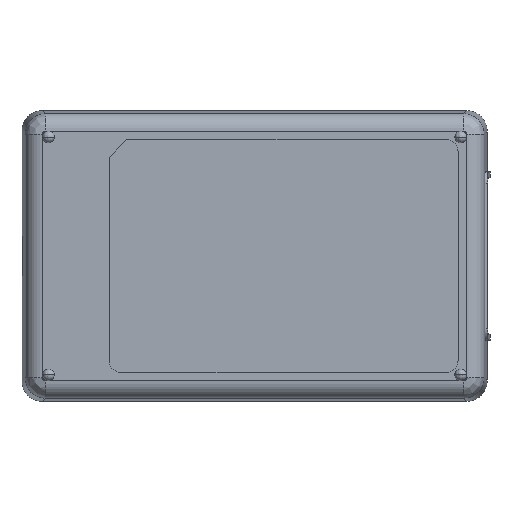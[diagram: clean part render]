
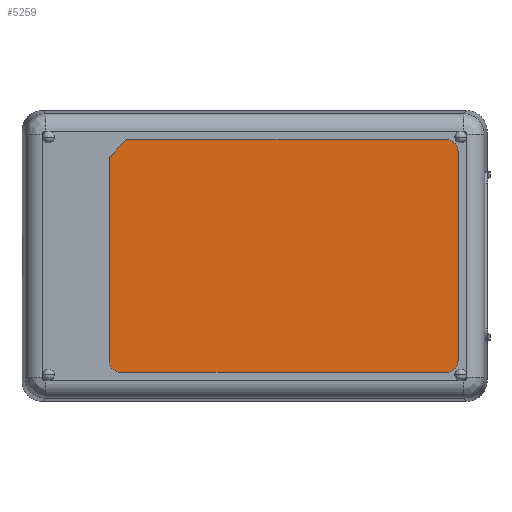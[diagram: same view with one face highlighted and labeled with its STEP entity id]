
A CAD part, front view. The second image highlights one B-rep face of the part: STEP entity #5259.
In plain terms, the highlighted planar face has unit normal (0, -1, 0).
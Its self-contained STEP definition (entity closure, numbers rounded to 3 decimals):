
#1798=CARTESIAN_POINT('',(-18.,-15.1,-33.));
#1799=DIRECTION('',(0.,-1.,0.));
#1800=DIRECTION('',(-1.,0.,0.));
#1801=AXIS2_PLACEMENT_3D('',#1798,#1799,#1800);
#1803=DIRECTION('',(0.,0.,-1.));
#1804=VECTOR('',#1803,56.);
#1805=CARTESIAN_POINT('',(-20.,-15.1,23.));
#1806=LINE('',#1805,#1804);
#1807=CARTESIAN_POINT('',(-18.,-15.1,23.));
#1808=DIRECTION('',(0.,-1.,0.));
#1809=DIRECTION('',(0.,0.,1.));
#1810=AXIS2_PLACEMENT_3D('',#1807,#1808,#1809);
#1812=DIRECTION('',(-0.707,0.,0.707));
#1813=VECTOR('',#1812,4.243);
#1814=CARTESIAN_POINT('',(20.,-15.1,22.));
#1815=LINE('',#1814,#1813);
#1816=CARTESIAN_POINT('',(18.,-15.1,-33.));
#1817=DIRECTION('',(0.,-1.,0.));
#1818=DIRECTION('',(0.,0.,-1.));
#1819=AXIS2_PLACEMENT_3D('',#1816,#1817,#1818);
#1821=DIRECTION('',(1.,0.,0.));
#1822=VECTOR('',#1821,36.);
#1823=CARTESIAN_POINT('',(-18.,-15.1,-35.));
#1824=LINE('',#1823,#1822);
#1841=DIRECTION('',(0.,0.,-1.));
#1842=VECTOR('',#1841,55.);
#1843=CARTESIAN_POINT('',(20.,-15.1,22.));
#1844=LINE('',#1843,#1842);
#1853=DIRECTION('',(1.,0.,0.));
#1854=VECTOR('',#1853,35.);
#1855=CARTESIAN_POINT('',(-18.,-15.1,25.));
#1856=LINE('',#1855,#1854);
#2691=CARTESIAN_POINT('',(20.,-15.1,22.));
#2693=VERTEX_POINT('',#2691);
#2715=CARTESIAN_POINT('',(-20.,-15.1,23.));
#2716=CARTESIAN_POINT('',(-20.,-15.1,-33.));
#2717=VERTEX_POINT('',#2715);
#2718=VERTEX_POINT('',#2716);
#2833=CARTESIAN_POINT('',(-18.,-15.1,25.));
#2834=VERTEX_POINT('',#2833);
#2835=CARTESIAN_POINT('',(-18.,-15.1,-35.));
#2836=VERTEX_POINT('',#2835);
#2976=CARTESIAN_POINT('',(18.,-15.1,-35.));
#2977=VERTEX_POINT('',#2976);
#3217=CARTESIAN_POINT('',(17.,-15.1,25.));
#3219=VERTEX_POINT('',#3217);
#3279=CARTESIAN_POINT('',(20.,-15.1,-33.));
#3281=VERTEX_POINT('',#3279);
#5237=CARTESIAN_POINT('',(0.,-15.1,-5.));
#5238=DIRECTION('',(0.,1.,0.));
#5239=DIRECTION('',(0.,0.,1.));
#5240=AXIS2_PLACEMENT_3D('',#5237,#5238,#5239);
#5241=PLANE('',#5240);
#5243=ORIENTED_EDGE('',*,*,#5242,.F.);
#5245=ORIENTED_EDGE('',*,*,#5244,.F.);
#5247=ORIENTED_EDGE('',*,*,#5246,.F.);
#5249=ORIENTED_EDGE('',*,*,#5248,.T.);
#5250=ORIENTED_EDGE('',*,*,#5227,.F.);
#5252=ORIENTED_EDGE('',*,*,#5251,.T.);
#5254=ORIENTED_EDGE('',*,*,#5253,.F.);
#5256=ORIENTED_EDGE('',*,*,#5255,.F.);
#5257=EDGE_LOOP('',(#5243,#5245,#5247,#5249,#5250,#5252,#5254,#5256));
#5258=FACE_OUTER_BOUND('',#5257,.F.);
#5259=ADVANCED_FACE('',(#5258),#5241,.F.);
#1802=CIRCLE('',#1801,2.);
#1811=CIRCLE('',#1810,2.);
#1820=CIRCLE('',#1819,2.);
#5227=EDGE_CURVE('',#2693,#3219,#1815,.T.);
#5242=EDGE_CURVE('',#2718,#2836,#1802,.T.);
#5244=EDGE_CURVE('',#2717,#2718,#1806,.T.);
#5246=EDGE_CURVE('',#2834,#2717,#1811,.T.);
#5248=EDGE_CURVE('',#2834,#3219,#1856,.T.);
#5251=EDGE_CURVE('',#2693,#3281,#1844,.T.);
#5253=EDGE_CURVE('',#2977,#3281,#1820,.T.);
#5255=EDGE_CURVE('',#2836,#2977,#1824,.T.);
